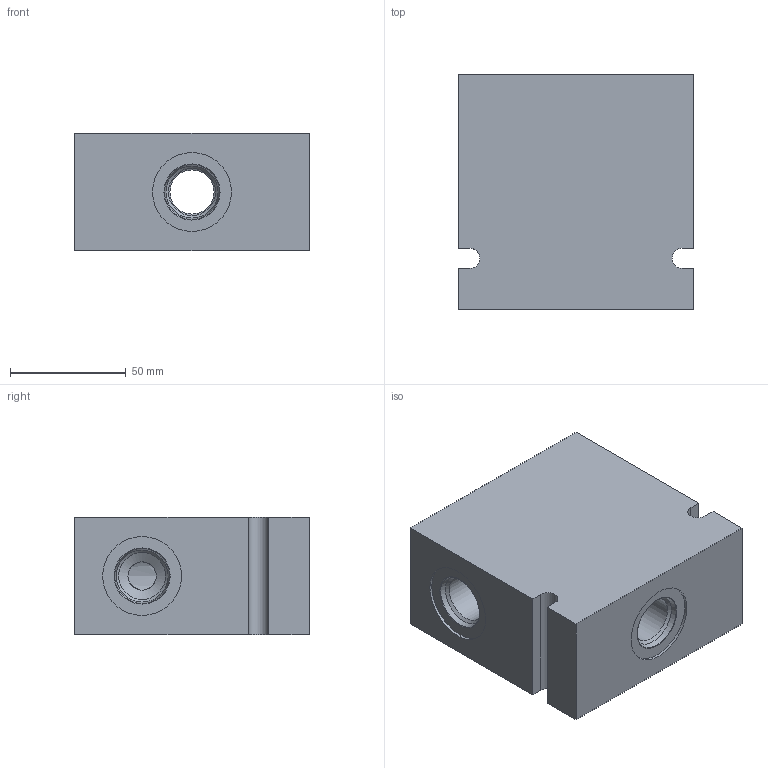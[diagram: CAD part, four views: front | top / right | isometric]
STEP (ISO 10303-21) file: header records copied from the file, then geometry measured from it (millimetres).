
FILE_DESCRIPTION((''),'2;1');
FILE_NAME('12-3-10T.stp','2015-06-04T10:35:46',('jml'),(''),'Autodesk Inventor 2010','Autodesk Inventor 2010','');
FILE_SCHEMA(('AUTOMOTIVE_DESIGN { 1 0 10303 214 1 1 1 1 }'));
Length unit declared in the file: inch
Products named in the file (1): 300145-10T
Bounding box: 101.6 x 101.6 x 50.8 mm (x, y, z)
Volume: 452181.7 mm3; surface area: 52511.6 mm2
Topology: 1 solids, 1 shells, 53 faces, 116 edges, 73 vertices
Faces by surface type: plane 20, bspline 15, cone 8, cylinder 6, torus 4
Full cylindrical faces by diameter (mm): 34.138 x3, 41.275 x1
Entity records: 1547 total; most frequent: CARTESIAN_POINT 537, DIRECTION 198, ORIENTED_EDGE 156, EDGE_LOOP 98, AXIS2_PLACEMENT_3D 83, EDGE_CURVE 78, VERTEX_POINT 66, FACE_OUTER_BOUND 53
